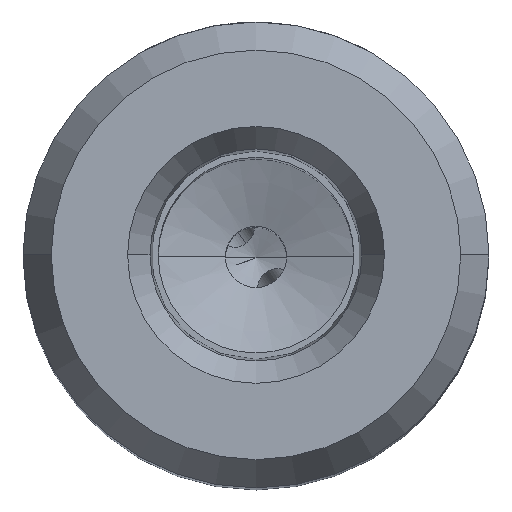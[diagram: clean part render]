
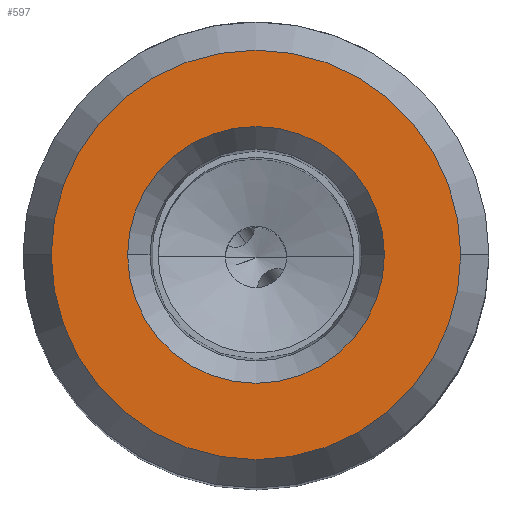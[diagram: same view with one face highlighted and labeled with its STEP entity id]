
A CAD part, top view. The second image highlights one B-rep face of the part: STEP entity #597.
In plain terms, the highlighted planar face has unit normal (0, 0, 1).
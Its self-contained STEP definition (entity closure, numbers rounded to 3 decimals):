
#172=FACE_BOUND('',#1047,.T.);
#173=FACE_BOUND('',#1048,.T.);
#209=PLANE('',#4215);
#597=ADVANCED_FACE('',(#172,#173),#209,.T.);
#1047=EDGE_LOOP('',(#1902,#1903));
#1048=EDGE_LOOP('',(#1904,#1905));
#1902=ORIENTED_EDGE('',*,*,#3461,.T.);
#1903=ORIENTED_EDGE('',*,*,#3462,.T.);
#1904=ORIENTED_EDGE('',*,*,#3463,.T.);
#1905=ORIENTED_EDGE('',*,*,#3464,.T.);
#2973=VERTEX_POINT('',#6927);
#2974=VERTEX_POINT('',#6929);
#2975=VERTEX_POINT('',#6935);
#2976=VERTEX_POINT('',#6936);
#3461=EDGE_CURVE('',#2973,#2974,#3905,.T.);
#3462=EDGE_CURVE('',#2974,#2973,#3906,.T.);
#3463=EDGE_CURVE('',#2975,#2976,#3907,.T.);
#3464=EDGE_CURVE('',#2976,#2975,#3908,.T.);
#3905=CIRCLE('',#4209,5.25);
#3906=CIRCLE('',#4211,5.25);
#3907=CIRCLE('',#4213,8.37);
#3908=CIRCLE('',#4214,8.37);
#4209=AXIS2_PLACEMENT_3D('',#6930,#4738,#4739);
#4211=AXIS2_PLACEMENT_3D('',#6932,#4742,#4743);
#4213=AXIS2_PLACEMENT_3D('',#6934,#4746,#4747);
#4214=AXIS2_PLACEMENT_3D('',#6937,#4748,#4749);
#4215=AXIS2_PLACEMENT_3D('',#6938,#4750,#4751);
#4738=DIRECTION('',(0.,0.,-1.));
#4739=DIRECTION('',(-1.,0.,0.));
#4742=DIRECTION('',(0.,0.,-1.));
#4743=DIRECTION('',(1.,0.,0.));
#4746=DIRECTION('',(0.,0.,1.));
#4747=DIRECTION('',(-1.,0.,0.));
#4748=DIRECTION('',(0.,0.,1.));
#4749=DIRECTION('',(1.,0.,0.));
#4750=DIRECTION('',(0.,0.,1.));
#4751=DIRECTION('',(-1.,0.,0.));
#6927=CARTESIAN_POINT('',(-5.25,0.,24.5));
#6929=CARTESIAN_POINT('',(5.25,0.,24.5));
#6930=CARTESIAN_POINT('',(0.,0.,24.5));
#6932=CARTESIAN_POINT('',(0.,0.,24.5));
#6934=CARTESIAN_POINT('',(0.,0.,24.5));
#6935=CARTESIAN_POINT('',(-8.37,0.,24.5));
#6936=CARTESIAN_POINT('',(8.37,0.,24.5));
#6937=CARTESIAN_POINT('',(0.,0.,24.5));
#6938=CARTESIAN_POINT('',(0.,0.,24.5));
